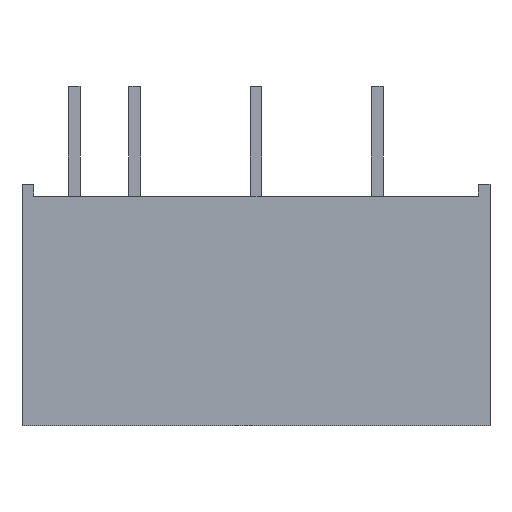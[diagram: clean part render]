
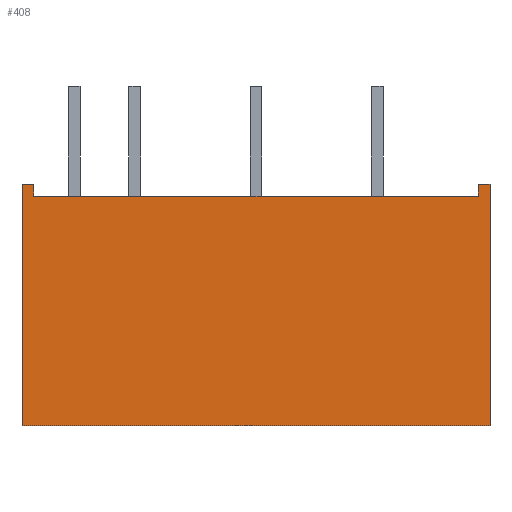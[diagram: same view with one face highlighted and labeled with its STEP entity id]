
A CAD part, front view. The second image highlights one B-rep face of the part: STEP entity #408.
In plain terms, the highlighted planar face has unit normal (0, -1, 0).
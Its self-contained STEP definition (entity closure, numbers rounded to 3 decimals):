
#1=DIRECTION('',(0.,0.,1.));
#2=VECTOR('',#1,10.1);
#3=CARTESIAN_POINT('',(-9.8,0.,0.));
#4=LINE('',#3,#2);
#5=DIRECTION('',(1.,0.,0.));
#6=VECTOR('',#5,0.5);
#7=CARTESIAN_POINT('',(-9.8,0.,10.1));
#8=LINE('',#7,#6);
#9=DIRECTION('',(0.,0.,-1.));
#10=VECTOR('',#9,0.5);
#11=CARTESIAN_POINT('',(-9.3,0.,10.1));
#12=LINE('',#11,#10);
#13=DIRECTION('',(1.,0.,0.));
#14=VECTOR('',#13,18.6);
#15=CARTESIAN_POINT('',(-9.3,0.,9.6));
#16=LINE('',#15,#14);
#17=DIRECTION('',(0.,0.,1.));
#18=VECTOR('',#17,0.5);
#19=CARTESIAN_POINT('',(9.3,0.,9.6));
#20=LINE('',#19,#18);
#21=DIRECTION('',(1.,0.,0.));
#22=VECTOR('',#21,0.5);
#23=CARTESIAN_POINT('',(9.3,0.,10.1));
#24=LINE('',#23,#22);
#25=DIRECTION('',(0.,0.,-1.));
#26=VECTOR('',#25,10.1);
#27=CARTESIAN_POINT('',(9.8,0.,10.1));
#28=LINE('',#27,#26);
#29=DIRECTION('',(-1.,0.,0.));
#30=VECTOR('',#29,19.6);
#31=CARTESIAN_POINT('',(9.8,0.,0.));
#32=LINE('',#31,#30);
#289=CARTESIAN_POINT('',(-9.8,0.,0.));
#290=CARTESIAN_POINT('',(-9.8,0.,10.1));
#291=VERTEX_POINT('',#289);
#292=VERTEX_POINT('',#290);
#293=CARTESIAN_POINT('',(-9.3,0.,10.1));
#294=VERTEX_POINT('',#293);
#295=CARTESIAN_POINT('',(-9.3,0.,9.6));
#296=VERTEX_POINT('',#295);
#297=CARTESIAN_POINT('',(9.3,0.,9.6));
#298=VERTEX_POINT('',#297);
#299=CARTESIAN_POINT('',(9.3,0.,10.1));
#300=VERTEX_POINT('',#299);
#301=CARTESIAN_POINT('',(9.8,0.,10.1));
#302=VERTEX_POINT('',#301);
#303=CARTESIAN_POINT('',(9.8,0.,0.));
#304=VERTEX_POINT('',#303);
#385=CARTESIAN_POINT('',(0.,0.,0.));
#386=DIRECTION('',(0.,1.,0.));
#387=DIRECTION('',(1.,0.,0.));
#388=AXIS2_PLACEMENT_3D('',#385,#386,#387);
#389=PLANE('',#388);
#391=ORIENTED_EDGE('',*,*,#390,.T.);
#393=ORIENTED_EDGE('',*,*,#392,.T.);
#395=ORIENTED_EDGE('',*,*,#394,.T.);
#397=ORIENTED_EDGE('',*,*,#396,.T.);
#399=ORIENTED_EDGE('',*,*,#398,.T.);
#401=ORIENTED_EDGE('',*,*,#400,.T.);
#403=ORIENTED_EDGE('',*,*,#402,.T.);
#405=ORIENTED_EDGE('',*,*,#404,.T.);
#406=EDGE_LOOP('',(#391,#393,#395,#397,#399,#401,#403,#405));
#407=FACE_OUTER_BOUND('',#406,.F.);
#408=ADVANCED_FACE('',(#407),#389,.F.);
#390=EDGE_CURVE('',#291,#292,#4,.T.);
#392=EDGE_CURVE('',#292,#294,#8,.T.);
#394=EDGE_CURVE('',#294,#296,#12,.T.);
#396=EDGE_CURVE('',#296,#298,#16,.T.);
#398=EDGE_CURVE('',#298,#300,#20,.T.);
#400=EDGE_CURVE('',#300,#302,#24,.T.);
#402=EDGE_CURVE('',#302,#304,#28,.T.);
#404=EDGE_CURVE('',#304,#291,#32,.T.);
